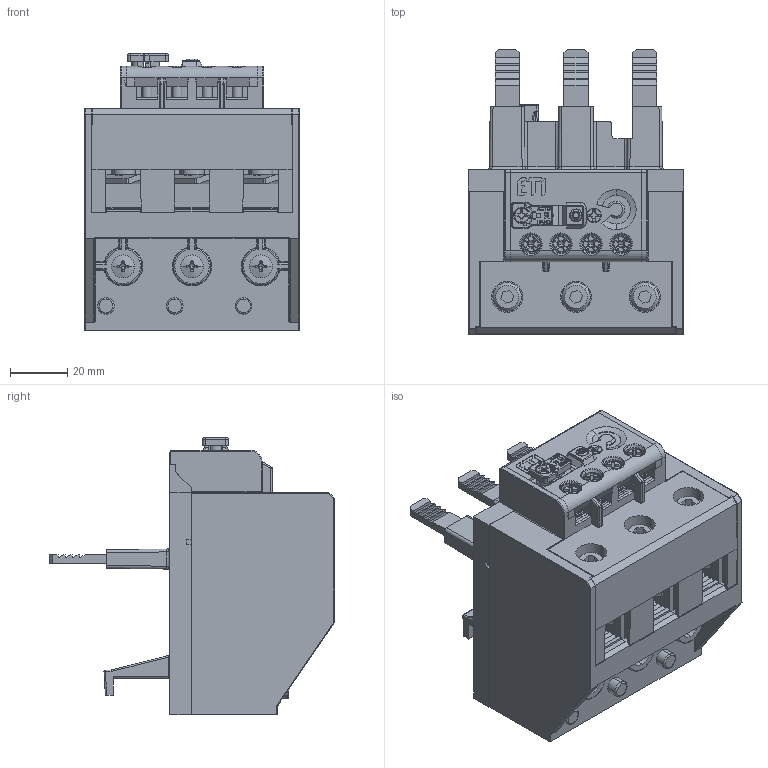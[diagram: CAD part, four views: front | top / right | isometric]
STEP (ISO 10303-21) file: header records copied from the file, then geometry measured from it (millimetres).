
FILE_DESCRIPTION((''),'2;1');
FILE_NAME('004646421_RE117_2D_97_ASM','2021-06-11T',('marketing.praksa'),('Audax d.o.o.'),'CREO PARAMETRIC BY PTC INC, 2017480','CREO PARAMETRIC BY PTC INC, 2017480','');
FILE_SCHEMA(('AUTOMOTIVE_DESIGN { 1 0 10303 214 1 1 1 1 }'));
Products named in the file (54): 1849862576_15_1; 1849862576_16_1; 1849862576_17_1; 1849862576_18_1; 1849862576_19_1; 1849862576_20_1; 1849862576_21_1; 1849862576_22_1; 1849862576_23_1; 1849862576_24_1; 1849862576_25_1; 1849862576_26_1; 1849862576_27_1; 1849862576_28_1; 1849862576_29_1; 1849862576_30_1; 1849862576_31_1; 1849862576_32_1; 1849862576_33_1; 1849862576_34_1; 1849862576_35_1; 1849862576_36_1; 1849862576_37_1; 1849862576_38_1; 1849862576_39_1; 1849862576_40_1; 1849862576_41_1; 1849862576_42_1; 1849862576_43_1; 1849862576_44_1; 1849862576_45_1; 1849862576_46_1; 1849862576_47_1; 1849862576_48_1; 1849862576_49_1; 1849862576_50_1; 1849862576_51_1; 1849862576_52_1; 1849862576_53_1; 1849862576_54_1 ...
Assembly tree (53 placements, depth 4):
  004646421_RE117_2D_97_ASM
    RE117_1D3_ETI_LOGO_ASM_1_ASM
      1849862576_15_1
      1849862576_16_1
      1849862576_17_1
      1849862576_18_1
      1849862576_19_1
      1849862576_20_1
      1849862576_21_1
      1849862576_22_1
      1849862576_23_1
      1849862576_24_1
      1849862576_25_1
      1849862576_26_1
      1849862576_27_1
      1849862576_28_1
      1849862576_29_1
      1849862576_30_1
      1849862576_31_1
      1849862576_32_1
      1849862576_33_1
      1849862576_34_1
      1849862576_35_1
      1849862576_36_1
      1849862576_37_1
      1849862576_38_1
      1849862576_39_1
      1849862576_40_1
      1849862576_41_1
      1849862576_42_1
      1849862576_43_1
      1849862576_44_1
      1849862576_45_1
      1849862576_46_1
      1849862576_47_1
      1849862576_48_1
      1849862576_49_1
      1849862576_50_1
      1849862576_51_1
      1849862576_52_1
      1849862576_53_1
      1849862576_54_1
      1849862576_55_1
      1849862576_56_1
      1849862576_57_1
      1849862576_58_1
      1849862576_59_1
      1849862576_60_1
      1849862576_61_1
      1849862576_62_1
      PRT9557_1_ASM
        PRT9557_1_1
        PRT9557_1_2
        PRT9557_1_3
Bounding box: 75.13 x 99.5 x 96.9 mm (x, y, z)
Volume: 291106.4 mm3; surface area: 98365.4 mm2
Topology: 51 solids, 54 shells, 2872 faces, 7700 edges, 4953 vertices
Faces by surface type: plane 1506, cylinder 860, cone 141, bspline 135, torus 123, extrusion 66, sphere 41
Entity records: 129097 total; most frequent: CARTESIAN_POINT 31442, ORIENTED_EDGE 15282, DIRECTION 14169, EDGE_CURVE 7641, PRESENTATION_STYLE_ASSIGNMENT 7022, STYLED_ITEM 7022, CURVE_STYLE 6382, VERTEX_POINT 4953
